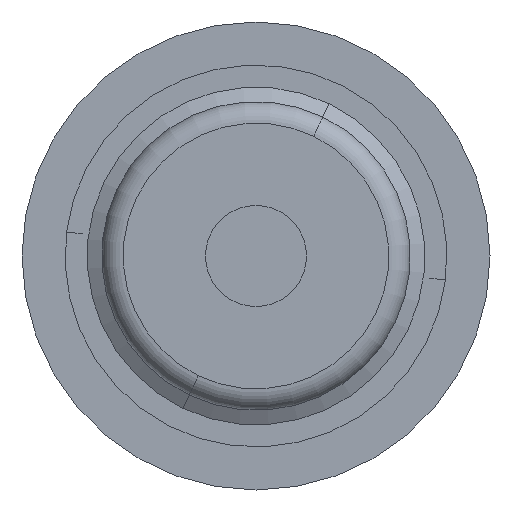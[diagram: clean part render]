
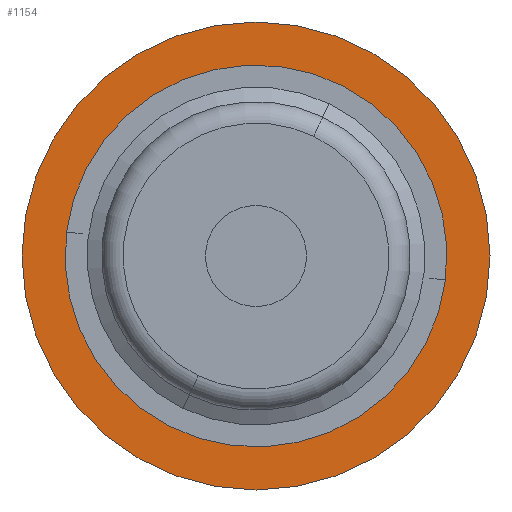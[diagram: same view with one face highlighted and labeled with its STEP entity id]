
A CAD part, front view. The second image highlights one B-rep face of the part: STEP entity #1154.
In plain terms, the highlighted planar face has unit normal (0, -1, 0).
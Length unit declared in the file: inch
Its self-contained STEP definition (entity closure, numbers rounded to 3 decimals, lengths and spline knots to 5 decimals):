
#30 = ORIENTED_EDGE ( 'NONE', *, *, #1305, .T. ) ;
#66 = EDGE_CURVE ( 'NONE', #160, #1374, #313, .T. ) ;
#78 = DIRECTION ( 'NONE',  ( 0., 1., 0. ) ) ;
#160 = VERTEX_POINT ( 'NONE', #869 ) ;
#242 = ORIENTED_EDGE ( 'NONE', *, *, #591, .F. ) ;
#247 = DIRECTION ( 'NONE',  ( 0., 0., -1. ) ) ;
#267 = DIRECTION ( 'NONE',  ( 0., 1., 0. ) ) ;
#313 = CIRCLE ( 'NONE', #1253, 0.2175 ) ;
#327 = DIRECTION ( 'NONE',  ( 0., 1., 0. ) ) ;
#371 = CARTESIAN_POINT ( 'NONE',  ( 0.15674, 0., -0.01994 ) ) ;
#402 = CIRCLE ( 'NONE', #1193, 0.2175 ) ;
#425 = DIRECTION ( 'NONE',  ( 0., 0., 1. ) ) ;
#453 = CIRCLE ( 'NONE', #1217, 0.158 ) ;
#533 = ORIENTED_EDGE ( 'NONE', *, *, #66, .F. ) ;
#591 = EDGE_CURVE ( 'NONE', #1374, #160, #402, .T. ) ;
#612 = CARTESIAN_POINT ( 'NONE',  ( 0., 0., 0.2175 ) ) ;
#651 = CIRCLE ( 'NONE', #834, 0.158 ) ;
#683 = FACE_OUTER_BOUND ( 'NONE', #1159, .T. ) ;
#809 = CARTESIAN_POINT ( 'NONE',  ( 0., 0., 0. ) ) ;
#817 = DIRECTION ( 'NONE',  ( 0., 1., 0. ) ) ;
#830 = VERTEX_POINT ( 'NONE', #371 ) ;
#834 = AXIS2_PLACEMENT_3D ( 'NONE', #809, #267, #1040 ) ;
#858 = AXIS2_PLACEMENT_3D ( 'NONE', #1207, #1216, #247 ) ;
#869 = CARTESIAN_POINT ( 'NONE',  ( 0., 0., -0.2175 ) ) ;
#884 = FACE_BOUND ( 'NONE', #1219, .T. ) ;
#910 = DIRECTION ( 'NONE',  ( 0., 0., -1. ) ) ;
#940 = ORIENTED_EDGE ( 'NONE', *, *, #1275, .T. ) ;
#1040 = DIRECTION ( 'NONE',  ( 0., 0., -1. ) ) ;
#1135 = CARTESIAN_POINT ( 'NONE',  ( 0., 0., 0. ) ) ;
#1154 = ADVANCED_FACE ( 'NONE', ( #884, #683 ), #1319, .T. ) ;
#1159 = EDGE_LOOP ( 'NONE', ( #242, #533 ) ) ;
#1183 = DIRECTION ( 'NONE',  ( 0., 0., 1. ) ) ;
#1189 = CARTESIAN_POINT ( 'NONE',  ( 0., 0., 0. ) ) ;
#1193 = AXIS2_PLACEMENT_3D ( 'NONE', #1397, #78, #425 ) ;
#1207 = CARTESIAN_POINT ( 'NONE',  ( -0.135, 0., 0. ) ) ;
#1216 = DIRECTION ( 'NONE',  ( 0., -1., 0. ) ) ;
#1217 = AXIS2_PLACEMENT_3D ( 'NONE', #1135, #817, #910 ) ;
#1219 = EDGE_LOOP ( 'NONE', ( #940, #30 ) ) ;
#1224 = VERTEX_POINT ( 'NONE', #1342 ) ;
#1253 = AXIS2_PLACEMENT_3D ( 'NONE', #1189, #327, #1183 ) ;
#1275 = EDGE_CURVE ( 'NONE', #830, #1224, #453, .T. ) ;
#1305 = EDGE_CURVE ( 'NONE', #1224, #830, #651, .T. ) ;
#1319 = PLANE ( 'NONE',  #858 ) ;
#1342 = CARTESIAN_POINT ( 'NONE',  ( -0.15674, 0., 0.01994 ) ) ;
#1374 = VERTEX_POINT ( 'NONE', #612 ) ;
#1397 = CARTESIAN_POINT ( 'NONE',  ( 0., 0., 0. ) ) ;
